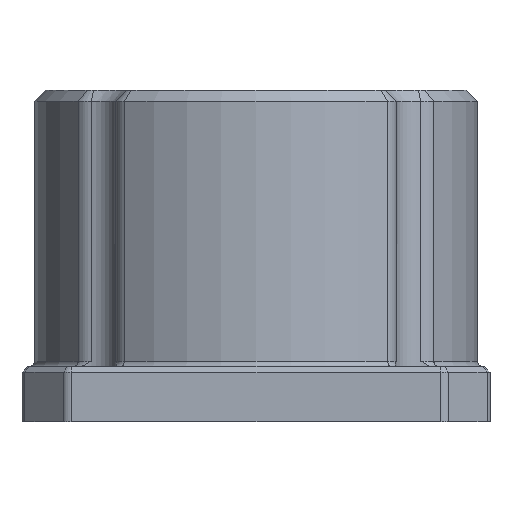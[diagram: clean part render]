
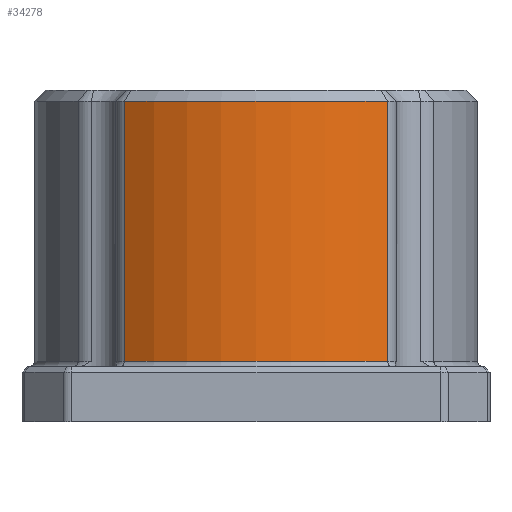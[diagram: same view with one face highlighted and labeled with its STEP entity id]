
A CAD part, left-side view. The second image highlights one B-rep face of the part: STEP entity #34278.
In plain terms, the highlighted cylindrical face has radius 20 mm (diameter 40 mm), a partial arc.
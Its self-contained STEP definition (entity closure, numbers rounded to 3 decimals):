
#7917=CARTESIAN_POINT('',(0.,0.,39.));
#7918=DIRECTION('',(0.,0.,-1.));
#7919=DIRECTION('',(-0.804,-0.595,0.));
#7920=AXIS2_PLACEMENT_3D('',#7917,#7918,#7919);
#7922=DIRECTION('',(0.,0.,1.));
#7923=VECTOR('',#7922,23.5);
#7924=CARTESIAN_POINT('',(-16.074,11.9,39.));
#7925=LINE('',#7924,#7923);
#7926=CARTESIAN_POINT('',(0.,0.,62.5));
#7927=DIRECTION('',(0.,0.,1.));
#7928=DIRECTION('',(-0.804,0.595,0.));
#7929=AXIS2_PLACEMENT_3D('',#7926,#7927,#7928);
#7931=DIRECTION('',(0.,0.,-1.));
#7932=VECTOR('',#7931,23.5);
#7933=CARTESIAN_POINT('',(-16.074,-11.9,
62.5));
#7934=LINE('',#7933,#7932);
#22308=CARTESIAN_POINT('',(-16.074,-11.9,62.5));
#22310=VERTEX_POINT('',#22308);
#22366=CARTESIAN_POINT('',(-16.074,11.9,62.5));
#22367=VERTEX_POINT('',#22366);
#22448=CARTESIAN_POINT('',(-16.074,11.9,39.));
#22450=VERTEX_POINT('',#22448);
#22469=CARTESIAN_POINT('',(-16.074,-11.9,39.));
#22471=VERTEX_POINT('',#22469);
#34264=CARTESIAN_POINT('',(0.,0.,63.5));
#34265=DIRECTION('',(0.,0.,1.));
#34266=DIRECTION('',(0.,1.,0.));
#34267=AXIS2_PLACEMENT_3D('',#34264,#34265,#34266);
#34268=CYLINDRICAL_SURFACE('',#34267,20.);
#34270=ORIENTED_EDGE('',*,*,#34269,.T.);
#34272=ORIENTED_EDGE('',*,*,#34271,.T.);
#34273=ORIENTED_EDGE('',*,*,#34228,.T.);
#34275=ORIENTED_EDGE('',*,*,#34274,.T.);
#34276=EDGE_LOOP('',(#34270,#34272,#34273,#34275));
#34277=FACE_OUTER_BOUND('',#34276,.F.);
#34278=ADVANCED_FACE('',(#34277),#34268,.T.);
#7921=CIRCLE('',#7920,20.);
#7930=CIRCLE('',#7929,20.);
#34228=EDGE_CURVE('',#22367,#22310,#7930,.T.);
#34269=EDGE_CURVE('',#22471,#22450,#7921,.T.);
#34271=EDGE_CURVE('',#22450,#22367,#7925,.T.);
#34274=EDGE_CURVE('',#22310,#22471,#7934,.T.);
